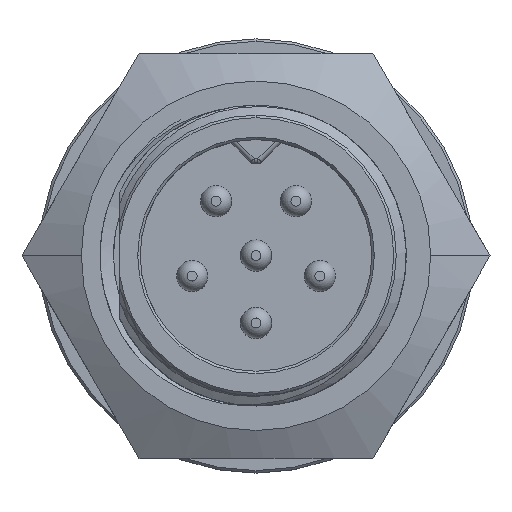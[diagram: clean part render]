
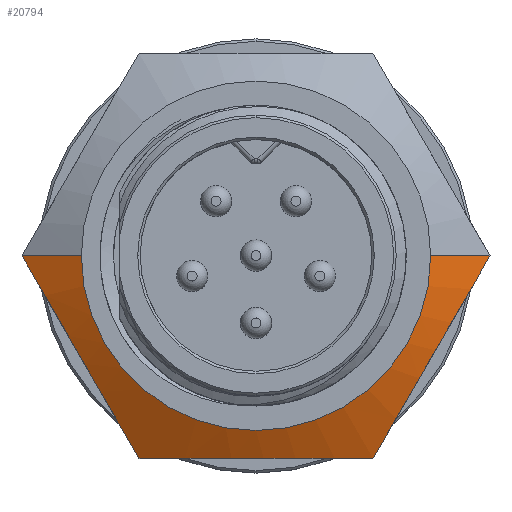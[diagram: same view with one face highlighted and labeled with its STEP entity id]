
A CAD part, top view. The second image highlights one B-rep face of the part: STEP entity #20794.
In plain terms, the highlighted conical face has half-angle 61.689 degrees and reference radius 11.926 mm.
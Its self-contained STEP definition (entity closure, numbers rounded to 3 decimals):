
#285 = CARTESIAN_POINT ( 'NONE',  ( 7.927, -6.894, -1.118 ) ) ;
#305 = CARTESIAN_POINT ( 'NONE',  ( -9.432, -4.288, -1.04 ) ) ;
#1181 = CARTESIAN_POINT ( 'NONE',  ( -11.908, 0., -1.88 ) ) ;
#1496 = DIRECTION ( 'NONE',  ( 0., 0., -1. ) ) ;
#1507 = CARTESIAN_POINT ( 'NONE',  ( -1.003, -10.312, -1.04 ) ) ;
#2090 = CARTESIAN_POINT ( 'NONE',  ( -6.441, -9.468, -1.617 ) ) ;
#2163 = CARTESIAN_POINT ( 'NONE',  ( 11.908, 0., -1.88 ) ) ;
#2209 = DIRECTION ( 'NONE',  ( -0.88, 0., -0.474 ) ) ;
#2240 = CARTESIAN_POINT ( 'NONE',  ( 6.933, -8.616, -1.4 ) ) ;
#2257 = CARTESIAN_POINT ( 'NONE',  ( -10.184, -2.986, -1.176 ) ) ;
#2690 = ORIENTED_EDGE ( 'NONE', *, *, #11874, .T. ) ;
#2721 = VERTEX_POINT ( 'NONE', #21682 ) ;
#3479 = CARTESIAN_POINT ( 'NONE',  ( -2.506, -10.312, -1.176 ) ) ;
#3663 = CARTESIAN_POINT ( 'NONE',  ( 0., 0., -0.254 ) ) ;
#3749 = ORIENTED_EDGE ( 'NONE', *, *, #8961, .F. ) ;
#4211 = CARTESIAN_POINT ( 'NONE',  ( 5.954, -10.312, -1.88 ) ) ;
#4232 = CARTESIAN_POINT ( 'NONE',  ( -11.42, -0.845, -1.617 ) ) ;
#4402 = B_SPLINE_CURVE_WITH_KNOTS ( 'NONE', 3,
 ( #2163, #13841, #8054, #21643, #10018, #23576, #11976, #285, #13921, #2240, #15882, #4211 ),
 .UNSPECIFIED., .F., .F.,
 ( 4, 2, 2, 2, 2, 4 ),
 ( 0., 0.003, 0.006, 0.008, 0.009, 0.012 ),
 .UNSPECIFIED. ) ;
#5445 = CARTESIAN_POINT ( 'NONE',  ( -4.978, -10.312, -1.617 ) ) ;
#5620 = DIRECTION ( 'NONE',  ( -1., 0., 0. ) ) ;
#5834 = VECTOR ( 'NONE', #6892, 1000. ) ;
#6448 = LINE ( 'NONE', #18442, #5834 ) ;
#6892 = DIRECTION ( 'NONE',  ( 0.88, 0., -0.474 ) ) ;
#7243 = VERTEX_POINT ( 'NONE', #18920 ) ;
#7396 = DIRECTION ( 'NONE',  ( -1., 0., 0. ) ) ;
#8054 = CARTESIAN_POINT ( 'NONE',  ( 10.93, -1.694, -1.401 ) ) ;
#8731 = FACE_OUTER_BOUND ( 'NONE', #14181, .T. ) ;
#8961 = EDGE_CURVE ( 'NONE', #18917, #13038, #11501, .T. ) ;
#9503 = VECTOR ( 'NONE', #2209, 1000. ) ;
#10018 = CARTESIAN_POINT ( 'NONE',  ( 9.44, -4.274, -1.021 ) ) ;
#10037 = CARTESIAN_POINT ( 'NONE',  ( -7.922, -6.904, -1.102 ) ) ;
#10128 = LINE ( 'NONE', #23546, #9503 ) ;
#10246 = CARTESIAN_POINT ( 'NONE',  ( 5.954, -10.312, -1.88 ) ) ;
#11239 = CARTESIAN_POINT ( 'NONE',  ( 2.018, -10.312, -1.102 ) ) ;
#11501 = CIRCLE ( 'NONE', #20097, 8.89 ) ;
#11874 = EDGE_CURVE ( 'NONE', #18917, #20303, #10128, .T. ) ;
#11915 = CARTESIAN_POINT ( 'NONE',  ( 8.89, 0., -0.254 ) ) ;
#11976 = CARTESIAN_POINT ( 'NONE',  ( 8.429, -6.025, -1.04 ) ) ;
#11991 = CARTESIAN_POINT ( 'NONE',  ( -9.179, -4.726, -1.02 ) ) ;
#12417 = EDGE_CURVE ( 'NONE', #13038, #2721, #6448, .T. ) ;
#12482 = CARTESIAN_POINT ( 'NONE',  ( -8.89, 0., -0.254 ) ) ;
#13038 = VERTEX_POINT ( 'NONE', #11915 ) ;
#13199 = CARTESIAN_POINT ( 'NONE',  ( -0.496, -10.312, -1.02 ) ) ;
#13296 = CONICAL_SURFACE ( 'NONE', #21394, 11.926, 1.077 ) ;
#13841 = CARTESIAN_POINT ( 'NONE',  ( 11.42, -0.844, -1.617 ) ) ;
#13921 = CARTESIAN_POINT ( 'NONE',  ( 7.678, -7.326, -1.176 ) ) ;
#13938 = CARTESIAN_POINT ( 'NONE',  ( -9.934, -3.418, -1.118 ) ) ;
#14181 = EDGE_LOOP ( 'NONE', ( #25207, #3749, #2690, #15658, #21718, #20658 ) ) ;
#14510 = EDGE_CURVE ( 'NONE', #7243, #20303, #15077, .T. ) ;
#14992 = CARTESIAN_POINT ( 'NONE',  ( 5.954, -10.312, -1.88 ) ) ;
#15077 = B_SPLINE_CURVE_WITH_KNOTS ( 'NONE', 3,
 ( #17755, #2090, #21663, #10037, #23593, #11991, #305, #13938, #2257, #15897, #4232, #17829 ),
 .UNSPECIFIED., .F., .F.,
 ( 4, 2, 2, 2, 2, 4 ),
 ( 0., 0.003, 0.006, 0.008, 0.009, 0.012 ),
 .UNSPECIFIED. ) ;
#15142 = CARTESIAN_POINT ( 'NONE',  ( -2.007, -10.312, -1.118 ) ) ;
#15658 = ORIENTED_EDGE ( 'NONE', *, *, #14510, .F. ) ;
#15882 = CARTESIAN_POINT ( 'NONE',  ( 6.442, -9.467, -1.617 ) ) ;
#15897 = CARTESIAN_POINT ( 'NONE',  ( -10.929, -1.696, -1.4 ) ) ;
#16925 = CARTESIAN_POINT ( 'NONE',  ( 4.979, -10.312, -1.617 ) ) ;
#17084 = CARTESIAN_POINT ( 'NONE',  ( -3.996, -10.312, -1.4 ) ) ;
#17256 = DIRECTION ( 'NONE',  ( 0., 0., 1. ) ) ;
#17755 = CARTESIAN_POINT ( 'NONE',  ( -5.954, -10.312, -1.88 ) ) ;
#17829 = CARTESIAN_POINT ( 'NONE',  ( -11.908, 0., -1.88 ) ) ;
#18442 = CARTESIAN_POINT ( 'NONE',  ( 11.926, 0., -1.889 ) ) ;
#18737 = EDGE_CURVE ( 'NONE', #19981, #7243, #22683, .T. ) ;
#18917 = VERTEX_POINT ( 'NONE', #12482 ) ;
#18920 = CARTESIAN_POINT ( 'NONE',  ( -5.954, -10.312, -1.88 ) ) ;
#19028 = CARTESIAN_POINT ( 'NONE',  ( 0., 0., -1.889 ) ) ;
#19040 = CARTESIAN_POINT ( 'NONE',  ( -5.954, -10.312, -1.88 ) ) ;
#19981 = VERTEX_POINT ( 'NONE', #10246 ) ;
#20097 = AXIS2_PLACEMENT_3D ( 'NONE', #3663, #17256, #5620 ) ;
#20303 = VERTEX_POINT ( 'NONE', #1181 ) ;
#20658 = ORIENTED_EDGE ( 'NONE', *, *, #22960, .F. ) ;
#20794 = ADVANCED_FACE ( 'NONE', ( #8731 ), #13296, .T. ) ;
#21394 = AXIS2_PLACEMENT_3D ( 'NONE', #19028, #1496, #7396 ) ;
#21643 = CARTESIAN_POINT ( 'NONE',  ( 9.94, -3.408, -1.102 ) ) ;
#21663 = CARTESIAN_POINT ( 'NONE',  ( -6.932, -8.619, -1.401 ) ) ;
#21682 = CARTESIAN_POINT ( 'NONE',  ( 11.908, 0., -1.88 ) ) ;
#21718 = ORIENTED_EDGE ( 'NONE', *, *, #18737, .F. ) ;
#22683 = B_SPLINE_CURVE_WITH_KNOTS ( 'NONE', 3,
 ( #14992, #16925, #22869, #11239, #24811, #13199, #1507, #15142, #3479, #17084, #5445, #19040 ),
 .UNSPECIFIED., .F., .F.,
 ( 4, 2, 2, 2, 2, 4 ),
 ( 0., 0.003, 0.006, 0.008, 0.009, 0.012 ),
 .UNSPECIFIED. ) ;
#22869 = CARTESIAN_POINT ( 'NONE',  ( 3.998, -10.312, -1.401 ) ) ;
#22960 = EDGE_CURVE ( 'NONE', #2721, #19981, #4402, .T. ) ;
#23546 = CARTESIAN_POINT ( 'NONE',  ( -11.926, 0., -1.889 ) ) ;
#23576 = CARTESIAN_POINT ( 'NONE',  ( 8.683, -5.586, -1.02 ) ) ;
#23593 = CARTESIAN_POINT ( 'NONE',  ( -8.421, -6.039, -1.021 ) ) ;
#24811 = CARTESIAN_POINT ( 'NONE',  ( 1.019, -10.312, -1.021 ) ) ;
#25207 = ORIENTED_EDGE ( 'NONE', *, *, #12417, .F. ) ;
